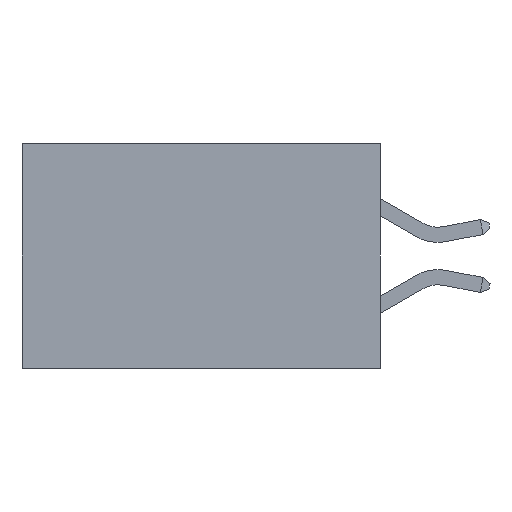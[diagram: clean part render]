
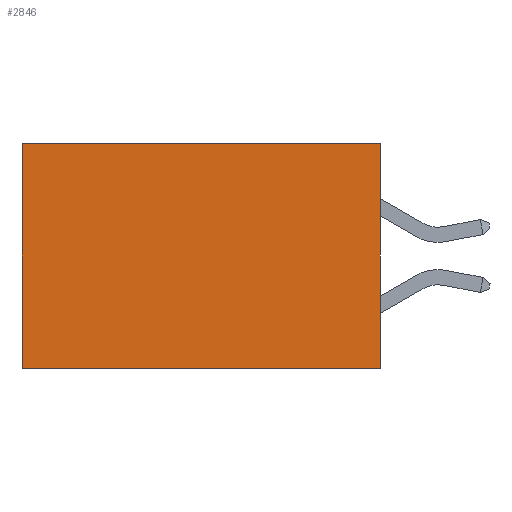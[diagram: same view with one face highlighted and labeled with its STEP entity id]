
A CAD part, left-side view. The second image highlights one B-rep face of the part: STEP entity #2846.
In plain terms, the highlighted planar face has unit normal (-1, 0, 0).
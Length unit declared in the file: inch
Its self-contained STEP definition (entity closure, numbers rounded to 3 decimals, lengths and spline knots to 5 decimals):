
#21 = VERTEX_POINT ( 'NONE', #5368 ) ;
#57 = DIRECTION ( 'NONE',  ( 1., 0., 0. ) ) ;
#838 = CARTESIAN_POINT ( 'NONE',  ( 0.277, 0.59, -0.37 ) ) ;
#926 = LINE ( 'NONE', #1570, #5772 ) ;
#1137 = LINE ( 'NONE', #5473, #7400 ) ;
#1185 = DIRECTION ( 'NONE',  ( 0., 0., -1. ) ) ;
#1334 = DIRECTION ( 'NONE',  ( 0., 1., 0. ) ) ;
#1410 = CARTESIAN_POINT ( 'NONE',  ( 0.277, 0., -0.37 ) ) ;
#1506 = DIRECTION ( 'NONE',  ( 0., 1., 0. ) ) ;
#1549 = CARTESIAN_POINT ( 'NONE',  ( 0.277, 0., 0. ) ) ;
#1570 = CARTESIAN_POINT ( 'NONE',  ( 0.277, 0., -0.37 ) ) ;
#1581 = LINE ( 'NONE', #1549, #4777 ) ;
#1879 = ORIENTED_EDGE ( 'NONE', *, *, #4686, .T. ) ;
#1908 = EDGE_CURVE ( 'NONE', #21, #4869, #1581, .T. ) ;
#2846 = ADVANCED_FACE ( 'NONE', ( #5532 ), #6381, .F. ) ;
#3223 = CARTESIAN_POINT ( 'NONE',  ( 0.277, 0., -0.37 ) ) ;
#3297 = AXIS2_PLACEMENT_3D ( 'NONE', #3223, #57, #6033 ) ;
#3618 = ORIENTED_EDGE ( 'NONE', *, *, #1908, .T. ) ;
#3712 = EDGE_LOOP ( 'NONE', ( #1879, #4386, #5748, #3618 ) ) ;
#4207 = LINE ( 'NONE', #6842, #4578 ) ;
#4386 = ORIENTED_EDGE ( 'NONE', *, *, #4637, .F. ) ;
#4578 = VECTOR ( 'NONE', #1185, 39.37008 ) ;
#4618 = DIRECTION ( 'NONE',  ( 0., 0., -1. ) ) ;
#4637 = EDGE_CURVE ( 'NONE', #6754, #6308, #1137, .T. ) ;
#4673 = EDGE_CURVE ( 'NONE', #21, #6754, #926, .T. ) ;
#4686 = EDGE_CURVE ( 'NONE', #4869, #6308, #4207, .T. ) ;
#4777 = VECTOR ( 'NONE', #1506, 39.37008 ) ;
#4869 = VERTEX_POINT ( 'NONE', #6021 ) ;
#5368 = CARTESIAN_POINT ( 'NONE',  ( 0.277, 0., 0. ) ) ;
#5473 = CARTESIAN_POINT ( 'NONE',  ( 0.277, 0., -0.37 ) ) ;
#5532 = FACE_OUTER_BOUND ( 'NONE', #3712, .T. ) ;
#5748 = ORIENTED_EDGE ( 'NONE', *, *, #4673, .F. ) ;
#5772 = VECTOR ( 'NONE', #4618, 39.37008 ) ;
#6021 = CARTESIAN_POINT ( 'NONE',  ( 0.277, 0.59, 0. ) ) ;
#6033 = DIRECTION ( 'NONE',  ( 0., 0., -1. ) ) ;
#6308 = VERTEX_POINT ( 'NONE', #838 ) ;
#6381 = PLANE ( 'NONE',  #3297 ) ;
#6754 = VERTEX_POINT ( 'NONE', #1410 ) ;
#6842 = CARTESIAN_POINT ( 'NONE',  ( 0.277, 0.59, -0.37 ) ) ;
#7400 = VECTOR ( 'NONE', #1334, 39.37008 ) ;
